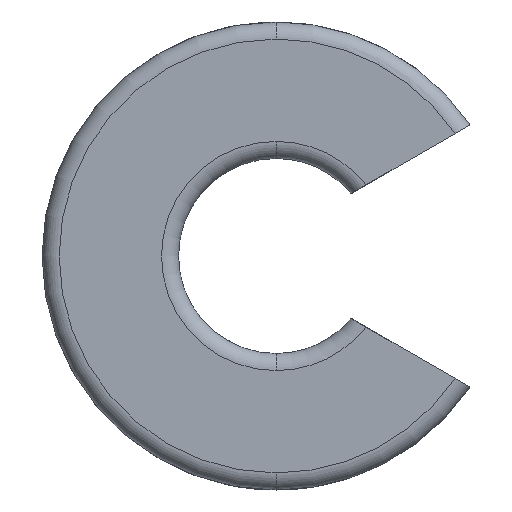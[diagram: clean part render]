
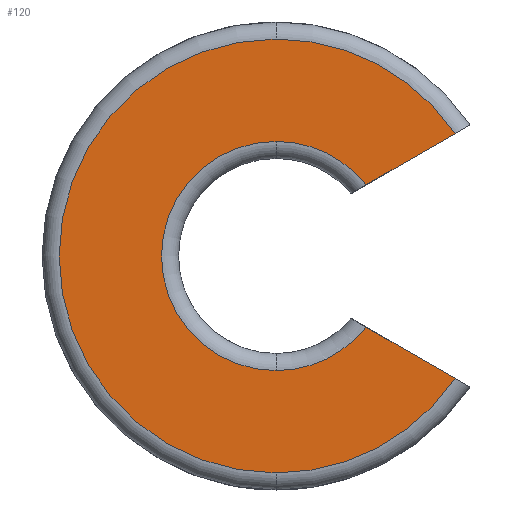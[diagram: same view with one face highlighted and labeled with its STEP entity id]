
A CAD part, left-side view. The second image highlights one B-rep face of the part: STEP entity #120.
In plain terms, the highlighted planar face has unit normal (-1, 0, 0).
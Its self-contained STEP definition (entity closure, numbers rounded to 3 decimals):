
#120 = ADVANCED_FACE( '', ( #214 ), #215, .T. );
#214 = FACE_OUTER_BOUND( '', #308, .T. );
#215 = PLANE( '', #309 );
#308 = EDGE_LOOP( '', ( #705, #706, #707, #708, #709, #710, #711, #712 ) );
#309 = AXIS2_PLACEMENT_3D( '', #713, #714, #715 );
#705 = ORIENTED_EDGE( '', *, *, #826, .T. );
#706 = ORIENTED_EDGE( '', *, *, #849, .T. );
#707 = ORIENTED_EDGE( '', *, *, #723, .T. );
#708 = ORIENTED_EDGE( '', *, *, #719, .T. );
#709 = ORIENTED_EDGE( '', *, *, #799, .T. );
#710 = ORIENTED_EDGE( '', *, *, #753, .F. );
#711 = ORIENTED_EDGE( '', *, *, #757, .F. );
#712 = ORIENTED_EDGE( '', *, *, #840, .F. );
#713 = CARTESIAN_POINT( '', ( 0., 4.25, 0. ) );
#714 = DIRECTION( '', ( -1., 0., 0. ) );
#715 = DIRECTION( '', ( 0., 1., 0. ) );
#719 = EDGE_CURVE( '', #850, #855, #857, .T. );
#723 = EDGE_CURVE( '', #859, #850, #864, .T. );
#753 = EDGE_CURVE( '', #919, #921, #922, .T. );
#757 = EDGE_CURVE( '', #926, #919, #928, .T. );
#799 = EDGE_CURVE( '', #855, #921, #1003, .T. );
#826 = EDGE_CURVE( '', #1048, #1046, #1049, .T. );
#840 = EDGE_CURVE( '', #1048, #926, #1064, .T. );
#849 = EDGE_CURVE( '', #1046, #859, #1073, .T. );
#850 = VERTEX_POINT( '', #1074 );
#855 = VERTEX_POINT( '', #1079 );
#857 = CIRCLE( '', #1098, 5.563 );
#859 = VERTEX_POINT( '', #1100 );
#864 = CIRCLE( '', #1105, 5.563 );
#919 = VERTEX_POINT( '', #1187 );
#921 = VERTEX_POINT( '', #1189 );
#922 = CIRCLE( '', #1190, 2.938 );
#926 = VERTEX_POINT( '', #1211 );
#928 = CIRCLE( '', #1213, 2.938 );
#1003 = LINE( '', #1424, #1425 );
#1046 = VERTEX_POINT( '', #1509 );
#1048 = VERTEX_POINT( '', #1528 );
#1049 = LINE( '', #1529, #1530 );
#1064 = CIRCLE( '', #1580, 2.938 );
#1073 = CIRCLE( '', #1589, 5.563 );
#1074 = CARTESIAN_POINT( '', ( 0., 0., -5.563 ) );
#1079 = CARTESIAN_POINT( '', ( 0., -4.591, -3.141 ) );
#1098 = AXIS2_PLACEMENT_3D( '', #1596, #1597, #1598 );
#1100 = CARTESIAN_POINT( '', ( 0., 0., 5.563 ) );
#1105 = AXIS2_PLACEMENT_3D( '', #1608, #1609, #1610 );
#1187 = CARTESIAN_POINT( '', ( 0., 0., -2.938 ) );
#1189 = CARTESIAN_POINT( '', ( 0., -2.305, -1.821 ) );
#1190 = AXIS2_PLACEMENT_3D( '', #1675, #1676, #1677 );
#1211 = CARTESIAN_POINT( '', ( 0., 0., 2.938 ) );
#1213 = AXIS2_PLACEMENT_3D( '', #1684, #1685, #1686 );
#1424 = CARTESIAN_POINT( '', ( 0., 2.125, 0.736 ) );
#1425 = VECTOR( '', #1759, 1. );
#1509 = CARTESIAN_POINT( '', ( 0., -4.591, 3.141 ) );
#1528 = CARTESIAN_POINT( '', ( 0., -2.305, 1.821 ) );
#1529 = CARTESIAN_POINT( '', ( 0., -1.002, 1.07 ) );
#1530 = VECTOR( '', #1784, 1. );
#1580 = AXIS2_PLACEMENT_3D( '', #1816, #1817, #1818 );
#1589 = AXIS2_PLACEMENT_3D( '', #1843, #1844, #1845 );
#1596 = CARTESIAN_POINT( '', ( 0., 0., 0. ) );
#1597 = DIRECTION( '', ( -1., 0., 0. ) );
#1598 = DIRECTION( '', ( 0., 1., 0. ) );
#1608 = CARTESIAN_POINT( '', ( 0., 0., 0. ) );
#1609 = DIRECTION( '', ( -1., 0., 0. ) );
#1610 = DIRECTION( '', ( 0., 1., 0. ) );
#1675 = CARTESIAN_POINT( '', ( 0., 0., 0. ) );
#1676 = DIRECTION( '', ( -1., 0., 0. ) );
#1677 = DIRECTION( '', ( 0., 1., 0. ) );
#1684 = CARTESIAN_POINT( '', ( 0., 0., 0. ) );
#1685 = DIRECTION( '', ( -1., 0., 0. ) );
#1686 = DIRECTION( '', ( 0., 1., 0. ) );
#1759 = DIRECTION( '', ( 0., 0.866, 0.5 ) );
#1784 = DIRECTION( '', ( 0., -0.866, 0.5 ) );
#1816 = CARTESIAN_POINT( '', ( 0., 0., 0. ) );
#1817 = DIRECTION( '', ( -1., 0., 0. ) );
#1818 = DIRECTION( '', ( 0., 1., 0. ) );
#1843 = CARTESIAN_POINT( '', ( 0., 0., 0. ) );
#1844 = DIRECTION( '', ( -1., 0., 0. ) );
#1845 = DIRECTION( '', ( 0., 1., 0. ) );
